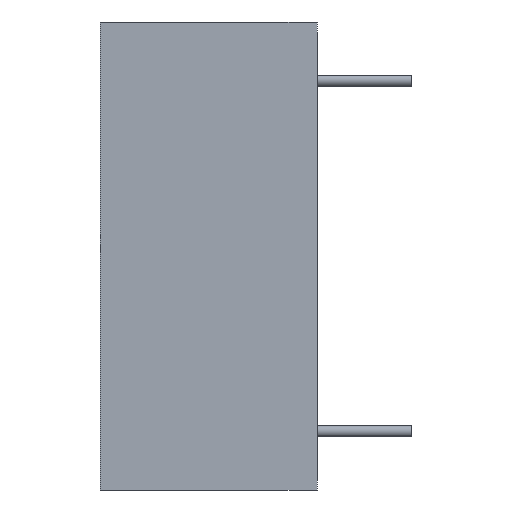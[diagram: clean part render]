
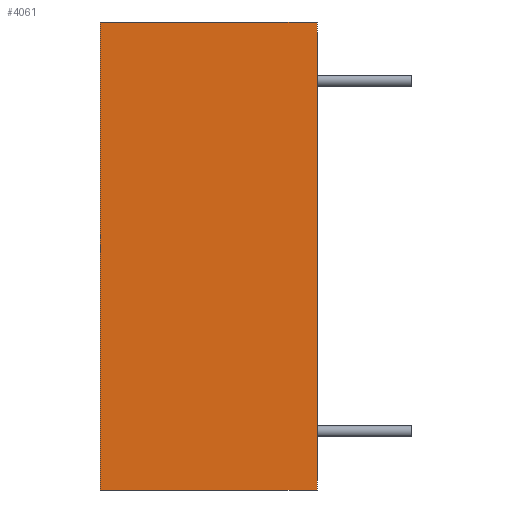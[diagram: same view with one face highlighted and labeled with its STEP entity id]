
A CAD part, left-side view. The second image highlights one B-rep face of the part: STEP entity #4061.
In plain terms, the highlighted planar face has unit normal (-1, 0, 0).
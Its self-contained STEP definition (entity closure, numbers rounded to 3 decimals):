
#3085 = EDGE_CURVE('',#3086,#3088,#3090,.T.);
#3086 = VERTEX_POINT('',#3087);
#3087 = CARTESIAN_POINT('',(-15.9,9.4,10.15));
#3088 = VERTEX_POINT('',#3089);
#3089 = CARTESIAN_POINT('',(-15.9,9.4,-10.15));
#3090 = LINE('',#3091,#3092);
#3091 = CARTESIAN_POINT('',(-15.9,9.4,0.));
#3092 = VECTOR('',#3093,1.);
#3093 = DIRECTION('',(0.,0.,-1.));
#4037 = VERTEX_POINT('',#4038);
#4038 = CARTESIAN_POINT('',(-15.9,0.,-10.15));
#4044 = EDGE_CURVE('',#4037,#3088,#4045,.T.);
#4045 = LINE('',#4046,#4047);
#4046 = CARTESIAN_POINT('',(-15.9,0.,-10.15));
#4047 = VECTOR('',#4048,1.);
#4048 = DIRECTION('',(0.,1.,0.));
#4061 = ADVANCED_FACE('',(#4062),#4080,.T.);
#4062 = FACE_BOUND('',#4063,.T.);
#4063 = EDGE_LOOP('',(#4064,#4072,#4078,#4079));
#4064 = ORIENTED_EDGE('',*,*,#4065,.F.);
#4065 = EDGE_CURVE('',#4066,#4037,#4068,.T.);
#4066 = VERTEX_POINT('',#4067);
#4067 = CARTESIAN_POINT('',(-15.9,0.,10.15));
#4068 = LINE('',#4069,#4070);
#4069 = CARTESIAN_POINT('',(-15.9,0.,0.));
#4070 = VECTOR('',#4071,1.);
#4071 = DIRECTION('',(0.,0.,-1.));
#4072 = ORIENTED_EDGE('',*,*,#4073,.F.);
#4073 = EDGE_CURVE('',#3086,#4066,#4074,.T.);
#4074 = LINE('',#4075,#4076);
#4075 = CARTESIAN_POINT('',(-15.9,0.,10.15));
#4076 = VECTOR('',#4077,1.);
#4077 = DIRECTION('',(0.,-1.,0.));
#4078 = ORIENTED_EDGE('',*,*,#3085,.T.);
#4079 = ORIENTED_EDGE('',*,*,#4044,.F.);
#4080 = PLANE('',#4081);
#4081 = AXIS2_PLACEMENT_3D('',#4082,#4083,#4084);
#4082 = CARTESIAN_POINT('',(-15.9,9.4,0.));
#4083 = DIRECTION('',(-1.,0.,0.));
#4084 = DIRECTION('',(0.,-1.,0.));
